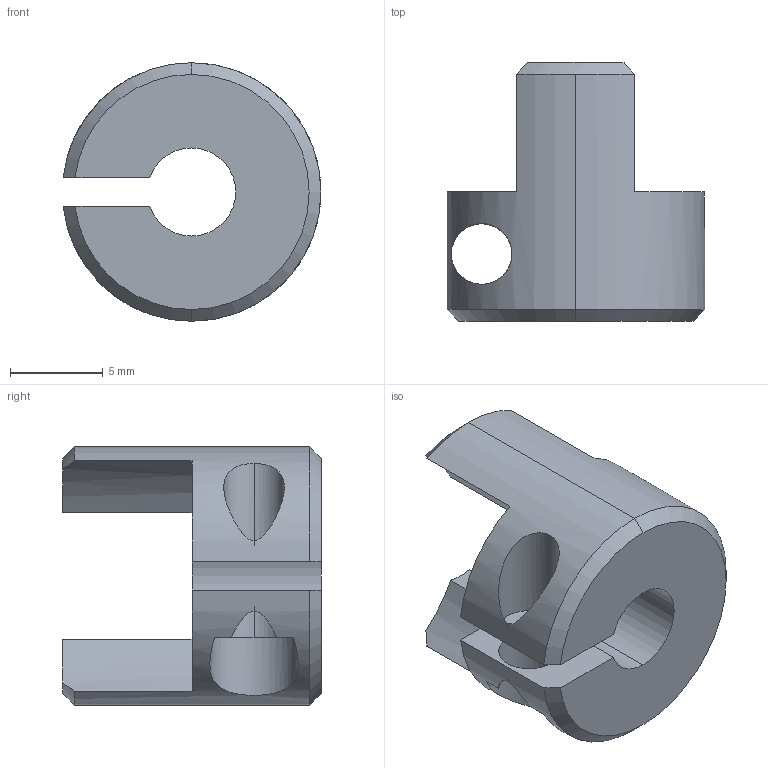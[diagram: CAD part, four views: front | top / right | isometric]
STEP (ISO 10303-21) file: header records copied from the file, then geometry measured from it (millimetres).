
FILE_DESCRIPTION (( 'STEP AP214' ), '1' );
FILE_NAME ('DC-JAC14-03.STEP', '2015-12-01T19:55:15', ( '' ), ( '' ), 'SwSTEP 2.0', 'SolidWorks 2015', '' );
FILE_SCHEMA (( 'AUTOMOTIVE_DESIGN' ));
Length unit declared in the file: millimetre
Products named in the file (1): DC-JAC14-03
Bounding box: 13.93 x 13.97 x 13.97 mm (x, y, z)
Volume: 989.2 mm3; surface area: 944.2 mm2
Topology: 1 solids, 1 shells, 30 faces, 81 edges, 53 vertices
Faces by surface type: cylinder 17, plane 7, cone 6
Entity records: 1101 total; most frequent: CARTESIAN_POINT 284, DIRECTION 173, ORIENTED_EDGE 162, EDGE_CURVE 81, AXIS2_PLACEMENT_3D 72, VERTEX_POINT 53, CIRCLE 41, EDGE_LOOP 34
